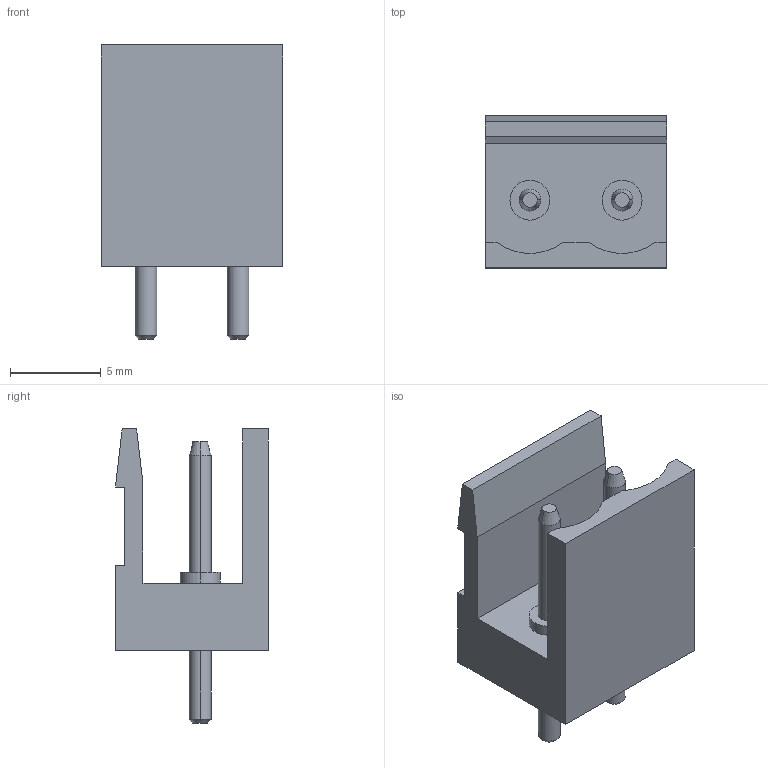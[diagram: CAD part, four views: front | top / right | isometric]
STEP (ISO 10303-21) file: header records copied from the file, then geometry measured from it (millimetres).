
FILE_DESCRIPTION (( 'STEP AP214' ), '1' );
FILE_NAME ('OmnimateSL_1x02.STEP', '2019-08-22T11:18:52', ( '' ), ( '' ), 'SwSTEP 2.0', 'SolidWorks 2018', '' );
FILE_SCHEMA (( 'AUTOMOTIVE_DESIGN' ));
Length unit declared in the file: millimetre
Products named in the file (1): OmnimateSL_1x02
Bounding box: 10 x 8.4 x 16.2 mm (x, y, z)
Volume: 529.5 mm3; surface area: 784.6 mm2
Topology: 1 solids, 1 shells, 46 faces, 106 edges, 68 vertices
Faces by surface type: plane 24, cylinder 14, cone 8
Entity records: 1842 total; most frequent: DIRECTION 236, CARTESIAN_POINT 221, ORIENTED_EDGE 212, EDGE_CURVE 106, AXIS2_PLACEMENT_3D 83, VECTOR 70, LINE 70, VERTEX_POINT 68
